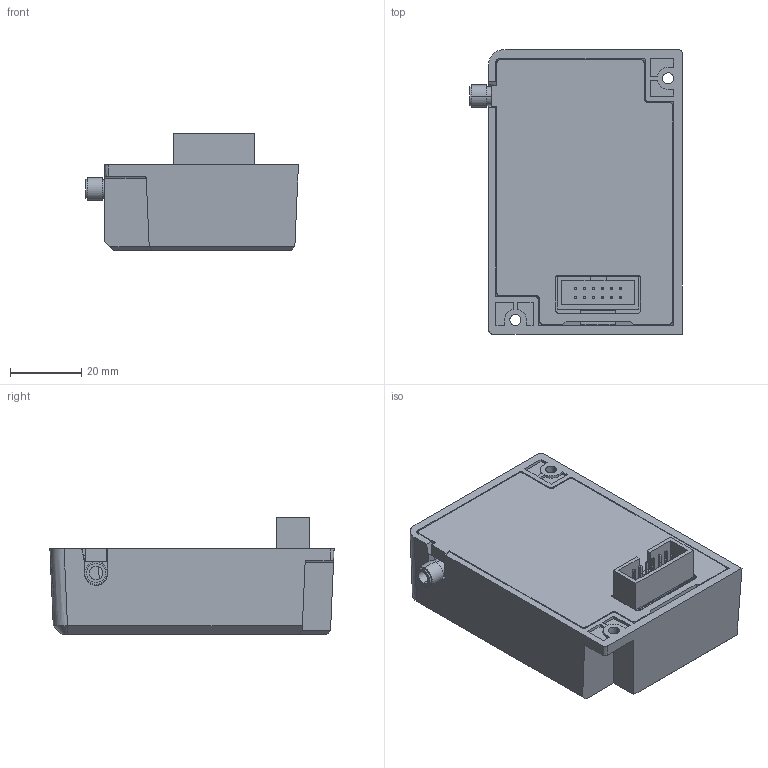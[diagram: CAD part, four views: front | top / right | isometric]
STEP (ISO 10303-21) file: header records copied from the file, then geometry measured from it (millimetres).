
FILE_DESCRIPTION (( 'STEP AP214' ), '1' );
FILE_NAME ('M02.STEP', '2021-04-23T06:33:04', ( '' ), ( '' ), 'SwSTEP 2.0', 'SolidWorks 2019', '' );
FILE_SCHEMA (( 'AUTOMOTIVE_DESIGN' ));
Length unit declared in the file: centimetre
Products named in the file (1): M02
Bounding box: 59.9 x 80 x 32.9 mm (x, y, z)
Surface area: 25734.7 mm2 (no closed solid volume)
Topology: 0 solids, 23 shells, 281 faces, 971 edges, 708 vertices
Faces by surface type: plane 230, cylinder 33, cone 15, bspline 3
Entity records: 13655 total; most frequent: CARTESIAN_POINT 2573, ORIENTED_EDGE 1536, DIRECTION 1485, EDGE_CURVE 971, LINE 821, VECTOR 821, VERTEX_POINT 708, AXIS2_PLACEMENT_3D 332
